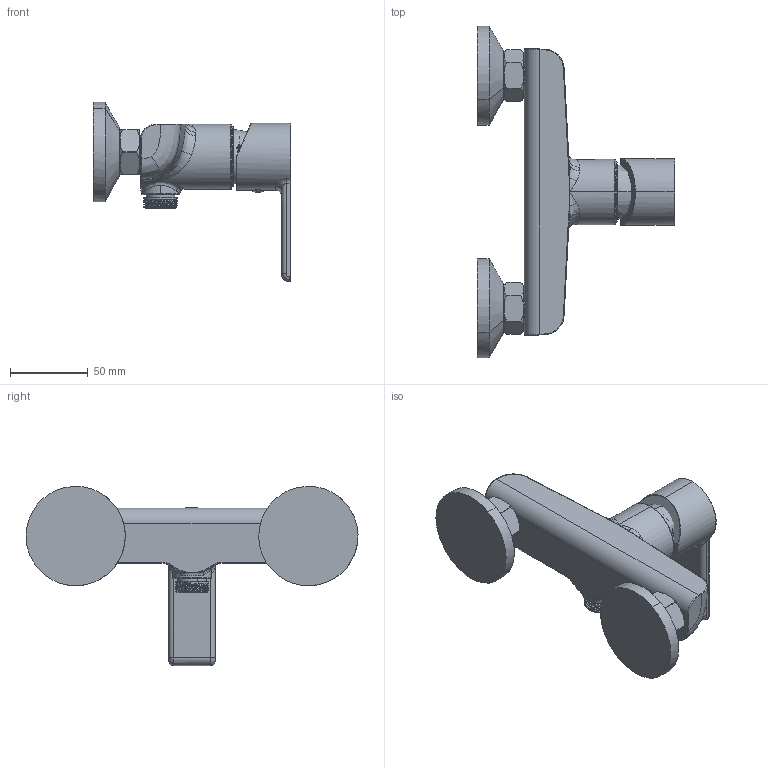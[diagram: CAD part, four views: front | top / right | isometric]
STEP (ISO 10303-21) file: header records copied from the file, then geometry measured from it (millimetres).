
FILE_DESCRIPTION(('CATIA V5 STEP Exchange','CAx-IF Rec.Pracs.--- Model Styling and Organization---1.5--- 2016-08-15','CAx-IF Rec.Pracs.---Supplemental Geometry---1.0---2011-11-01','CAx-IF Rec.Pracs.--- Composite Materials ---3.4---2017-06-13','CAx-IF Rec.Pracs.---Tessellated 3D Geometry---1.0---2015-12-17'),'2;1');
FILE_NAME('ZR300444.stp','2023-02-01T16:17:42+00:00',('none'),('none'),'CATIA Version 5-6 Release 2020 SP2','CATIA V5 STEP AP242 v2','none');
FILE_SCHEMA(('AP242_MANAGED_MODEL_BASED_3D_ENGINEERING_MIM_LF {1 0 10303 442 1 1 4}'));
Length unit declared in the file: millimetre
Products named in the file (3): Product3; Admi0604CB56tre9; Part2
Assembly tree (3 placements, depth 2):
  Product3
    Admi0604CB56tre9
    Part2  x2
Bounding box: 127.06 x 213.98 x 115.49 mm (x, y, z)
Volume: 323120.3 mm3; surface area: 74729.1 mm2
Topology: 11 solids, 12 shells, 632 faces, 2722 edges, 2086 vertices
Faces by surface type: cylinder 268, bspline 120, plane 85, sphere 70, torus 51, cone 38
Entity records: 42002 total; most frequent: CARTESIAN_POINT 24096, ORIENTED_EDGE 5324, EDGE_CURVE 2662, VERTEX_POINT 2080, B_SPLINE_CURVE_WITH_KNOTS 1849, DIRECTION 1305, EDGE_LOOP 656, ADVANCED_FACE 626
